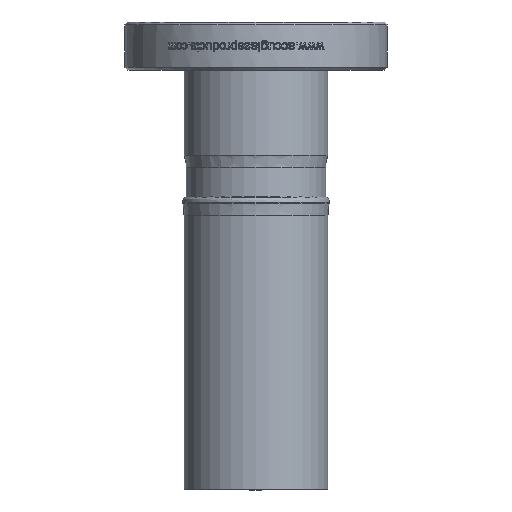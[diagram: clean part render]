
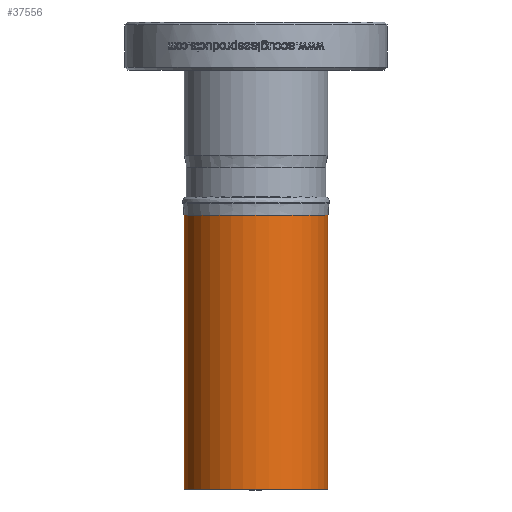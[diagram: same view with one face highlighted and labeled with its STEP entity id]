
A CAD part, front view. The second image highlights one B-rep face of the part: STEP entity #37556.
In plain terms, the highlighted cylindrical face has radius 19.05 mm (diameter 38.1 mm), a partial arc.
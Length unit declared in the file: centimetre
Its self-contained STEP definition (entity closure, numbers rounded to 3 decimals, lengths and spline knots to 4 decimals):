
#15621 = CIRCLE ( 'NONE', #31466, 1.905 ) ;
#15762 = CIRCLE ( 'NONE', #31512, 1.905 ) ;
#17155 = EDGE_CURVE ( 'NONE', #51992, #52466, #18119, .T. ) ;
#17161 = EDGE_CURVE ( 'NONE', #51610, #51992, #17703, .T. ) ;
#17350 = EDGE_CURVE ( 'NONE', #51191, #51275, #30029, .T. ) ;
#17703 = LINE ( 'NONE', #39651, #18470 ) ;
#18119 = CIRCLE ( 'NONE', #60940, 1.905 ) ;
#18470 = VECTOR ( 'NONE', #39606, 100. ) ;
#22557 = DIRECTION ( 'NONE',  ( -1., 0., 0. ) ) ;
#22561 = DIRECTION ( 'NONE',  ( 0., 0., -1. ) ) ;
#22603 = CARTESIAN_POINT ( 'NONE',  ( 0., 0., -4.7625 ) ) ;
#26190 = CARTESIAN_POINT ( 'NONE',  ( 1.905, 0., -5.1078 ) ) ;
#26207 = CARTESIAN_POINT ( 'NONE',  ( 1.905, 0., -12.3571 ) ) ;
#26237 = CARTESIAN_POINT ( 'NONE',  ( -1.905, 0., -5.1078 ) ) ;
#26267 = CARTESIAN_POINT ( 'NONE',  ( -1.905, 0., -12.3571 ) ) ;
#26295 = CARTESIAN_POINT ( 'NONE',  ( 0., -1.905, -12.3571 ) ) ;
#29618 = VECTOR ( 'NONE', #47327, 100. ) ;
#30029 = LINE ( 'NONE', #47320, #29618 ) ;
#30232 = CYLINDRICAL_SURFACE ( 'NONE', #60784, 1.905 ) ;
#30300 = FACE_OUTER_BOUND ( 'NONE', #33496, .T. ) ;
#31466 = AXIS2_PLACEMENT_3D ( 'NONE', #61852, #61854, #61856 ) ;
#31512 = AXIS2_PLACEMENT_3D ( 'NONE', #63350, #63351, #63352 ) ;
#33496 = EDGE_LOOP ( 'NONE', ( #63683, #63708, #63700, #63830, #63690 ) ) ;
#37556 = ADVANCED_FACE ( 'NONE', ( #30300 ), #30232, .T. ) ;
#39573 = CARTESIAN_POINT ( 'NONE',  ( 0., 0., -12.3571 ) ) ;
#39575 = DIRECTION ( 'NONE',  ( 0., 0., 1. ) ) ;
#39577 = DIRECTION ( 'NONE',  ( -1., 0., 0. ) ) ;
#39606 = DIRECTION ( 'NONE',  ( 0., 0., -1. ) ) ;
#39651 = CARTESIAN_POINT ( 'NONE',  ( -1.905, 0., -4.7625 ) ) ;
#47320 = CARTESIAN_POINT ( 'NONE',  ( 1.905, 0., -4.7625 ) ) ;
#47327 = DIRECTION ( 'NONE',  ( 0., 0., -1. ) ) ;
#51191 = VERTEX_POINT ( 'NONE', #26190 ) ;
#51275 = VERTEX_POINT ( 'NONE', #26207 ) ;
#51610 = VERTEX_POINT ( 'NONE', #26237 ) ;
#51992 = VERTEX_POINT ( 'NONE', #26267 ) ;
#52466 = VERTEX_POINT ( 'NONE', #26295 ) ;
#60784 = AXIS2_PLACEMENT_3D ( 'NONE', #22603, #22561, #22557 ) ;
#60801 = EDGE_CURVE ( 'NONE', #52466, #51275, #15621, .T. ) ;
#60940 = AXIS2_PLACEMENT_3D ( 'NONE', #39573, #39575, #39577 ) ;
#61146 = EDGE_CURVE ( 'NONE', #51191, #51610, #15762, .T. ) ;
#61852 = CARTESIAN_POINT ( 'NONE',  ( 0., 0., -12.3571 ) ) ;
#61854 = DIRECTION ( 'NONE',  ( 0., 0., 1. ) ) ;
#61856 = DIRECTION ( 'NONE',  ( -1., 0., 0. ) ) ;
#63350 = CARTESIAN_POINT ( 'NONE',  ( 0., 0., -5.1078 ) ) ;
#63351 = DIRECTION ( 'NONE',  ( 0., 0., -1. ) ) ;
#63352 = DIRECTION ( 'NONE',  ( -1., 0., 0. ) ) ;
#63683 = ORIENTED_EDGE ( 'NONE', *, *, #17350, .F. ) ;
#63690 = ORIENTED_EDGE ( 'NONE', *, *, #60801, .T. ) ;
#63700 = ORIENTED_EDGE ( 'NONE', *, *, #17161, .T. ) ;
#63708 = ORIENTED_EDGE ( 'NONE', *, *, #61146, .T. ) ;
#63830 = ORIENTED_EDGE ( 'NONE', *, *, #17155, .T. ) ;
